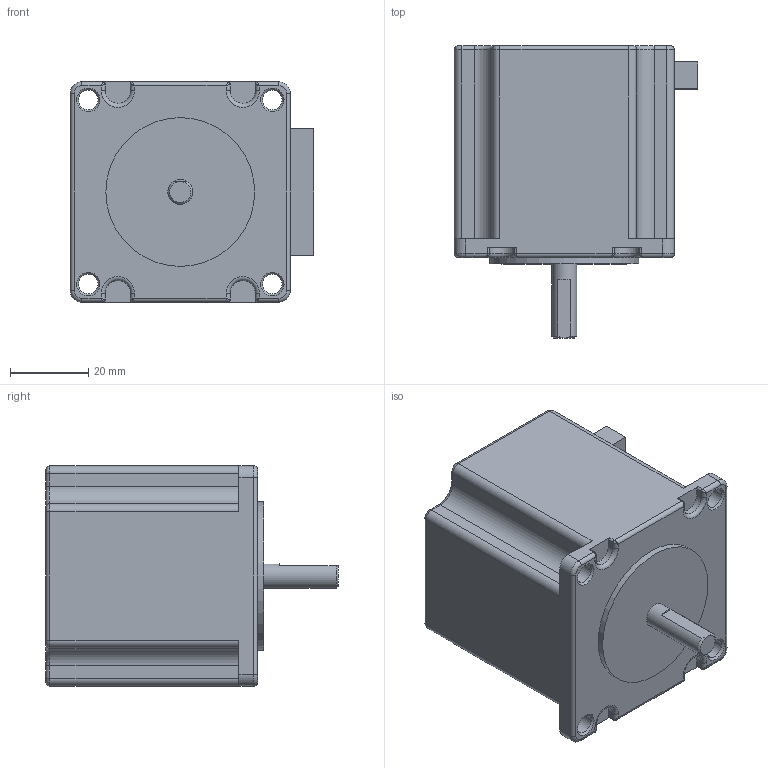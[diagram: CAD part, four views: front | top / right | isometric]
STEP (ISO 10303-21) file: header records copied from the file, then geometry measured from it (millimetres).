
FILE_DESCRIPTION(/* description */ (''),/* implementation_level */ '2;1');
FILE_NAME(/* name */ 'NEMA23.step',/* time_stamp */ '2020-12-07T13:54:32+03:00',/* author */ (''),/* organization */ (''),/* preprocessor_version */ 'ST-DEVELOPER v18.1',/* originating_system */ 'Autodesk Translation Framework v9.3.0.1241',/* authorisation */ '');
FILE_SCHEMA (('AUTOMOTIVE_DESIGN { 1 0 10303 214 3 1 1 }'));
Length unit declared in the file: millimetre
Products named in the file (1): NEMA23
Bounding box: 62.4 x 74.8 x 56.4 mm (x, y, z)
Volume: 156358.8 mm3; surface area: 19249.8 mm2
Topology: 1 solids, 1 shells, 140 faces, 340 edges, 198 vertices
Faces by surface type: cylinder 62, plane 44, bspline 16, torus 12, cone 6
Full cylindrical faces by diameter (mm): 5 x4, 6.35 x1, 38.1 x1
Entity records: 4302 total; most frequent: CARTESIAN_POINT 971, DIRECTION 732, ORIENTED_EDGE 664, EDGE_CURVE 332, AXIS2_PLACEMENT_3D 277, VERTEX_POINT 198, LINE 178, VECTOR 178
